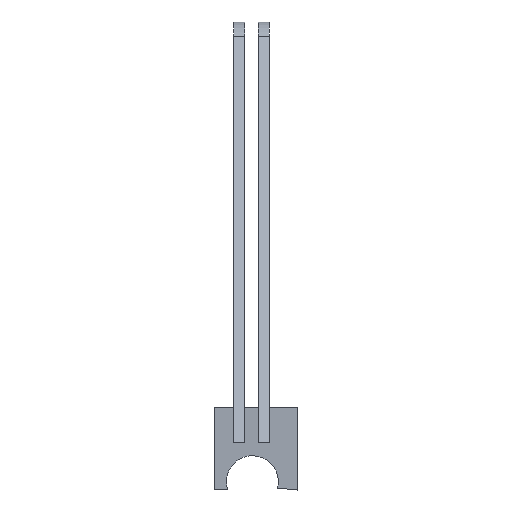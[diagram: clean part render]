
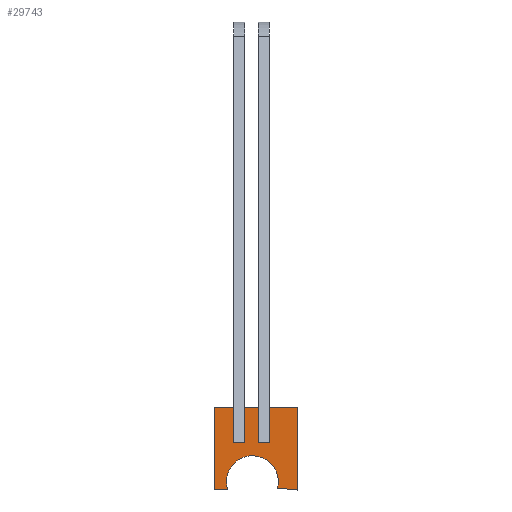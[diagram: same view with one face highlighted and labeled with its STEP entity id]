
A CAD part, left-side view. The second image highlights one B-rep face of the part: STEP entity #29743.
In plain terms, the highlighted face is planar.
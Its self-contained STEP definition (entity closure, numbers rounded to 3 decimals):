
#420 = CARTESIAN_POINT ( 'NONE',  ( -13.254, -2.28, 0. ) ) ;
#598 = CARTESIAN_POINT ( 'NONE',  ( -7.037, 41.916, 0. ) ) ;
#957 = CARTESIAN_POINT ( 'NONE',  ( -2.242, -2.781, 0. ) ) ;
#1466 = CARTESIAN_POINT ( 'NONE',  ( 21.482, 37.904, 0. ) ) ;
#1505 = CARTESIAN_POINT ( 'NONE',  ( 27.175, 25.917, 0. ) ) ;
#1688 = VECTOR ( 'NONE', #35249, 1000. ) ;
#2853 = CARTESIAN_POINT ( 'NONE',  ( -2.302, -0.524, 0. ) ) ;
#2861 = CARTESIAN_POINT ( 'NONE',  ( 31.536, -8.581, 0. ) ) ;
#3582 = DIRECTION ( 'NONE',  ( -0.139, -0.99, 0. ) ) ;
#5105 = CARTESIAN_POINT ( 'NONE',  ( 24.197, -7.548, 0. ) ) ;
#5413 = LINE ( 'NONE', #11813, #5424 ) ;
#5424 = VECTOR ( 'NONE', #33427, 1000. ) ;
#5510 = CARTESIAN_POINT ( 'NONE',  ( 37.754, 35.615, 0. ) ) ;
#5540 = LINE ( 'NONE', #20788, #38433 ) ;
#5541 = CARTESIAN_POINT ( 'NONE',  ( 25.226, 23.246, 0. ) ) ;
#5559 = EDGE_CURVE ( 'NONE', #33328, #32708, #14803, .T. ) ;
#5721 = ORIENTED_EDGE ( 'NONE', *, *, #26639, .F. ) ;
#5741 = EDGE_LOOP ( 'NONE', ( #10047, #38671, #33842, #13910, #22721, #29096, #5721, #27800, #39232, #38476, #9472, #29933, #22403, #16493, #21608, #14280 ) ) ;
#6147 = VERTEX_POINT ( 'NONE', #31989 ) ;
#6259 = DIRECTION ( 'NONE',  ( 0., 0., -1. ) ) ;
#6356 = CARTESIAN_POINT ( 'NONE',  ( 27.176, 37.103, 0. ) ) ;
#6461 = LINE ( 'NONE', #36016, #9908 ) ;
#6630 = VECTOR ( 'NONE', #34706, 1000. ) ;
#6760 = CARTESIAN_POINT ( 'NONE',  ( 19.532, 24.047, 0. ) ) ;
#7086 = VERTEX_POINT ( 'NONE', #2853 ) ;
#7228 = CARTESIAN_POINT ( 'NONE',  ( 6.313, 25.907, 0. ) ) ;
#7313 = VERTEX_POINT ( 'NONE', #34763 ) ;
#7406 = VERTEX_POINT ( 'NONE', #10781 ) ;
#7461 = EDGE_CURVE ( 'NONE', #8600, #7313, #5413, .T. ) ;
#7988 = EDGE_CURVE ( 'NONE', #7406, #19809, #30143, .T. ) ;
#8152 = EDGE_CURVE ( 'NONE', #19809, #38814, #35094, .T. ) ;
#8324 = CARTESIAN_POINT ( 'NONE',  ( 21.482, 37.904, 0. ) ) ;
#8600 = VERTEX_POINT ( 'NONE', #5105 ) ;
#8893 = LINE ( 'NONE', #8324, #28831 ) ;
#9240 = FACE_OUTER_BOUND ( 'NONE', #5741, .T. ) ;
#9472 = ORIENTED_EDGE ( 'NONE', *, *, #13306, .F. ) ;
#9538 = CARTESIAN_POINT ( 'NONE',  ( 13.956, 38.962, 0. ) ) ;
#9700 = CARTESIAN_POINT ( 'NONE',  ( -2.342, -1.258, 0. ) ) ;
#9780 = EDGE_CURVE ( 'NONE', #36148, #16587, #6461, .T. ) ;
#9803 = LINE ( 'NONE', #7228, #29348 ) ;
#9854 = CARTESIAN_POINT ( 'NONE',  ( 25.226, 23.246, 0. ) ) ;
#9908 = VECTOR ( 'NONE', #39176, 1000. ) ;
#10047 = ORIENTED_EDGE ( 'NONE', *, *, #38050, .F. ) ;
#10549 = VERTEX_POINT ( 'NONE', #5510 ) ;
#10621 = VECTOR ( 'NONE', #24995, 1000. ) ;
#10696 =( BOUNDED_CURVE ( )  B_SPLINE_CURVE ( 3, ( #957, #13064, #9700, #37642 ),
 .UNSPECIFIED., .F., .F. ) 
 B_SPLINE_CURVE_WITH_KNOTS ( ( 4, 4 ),
 ( 0., 0.075 ),
 .UNSPECIFIED. ) 
 CURVE ( )  GEOMETRIC_REPRESENTATION_ITEM ( )  RATIONAL_B_SPLINE_CURVE ( ( 0.862, 0.904, 0.95, 1. ) ) 
 REPRESENTATION_ITEM ( '' )  );
#10781 = CARTESIAN_POINT ( 'NONE',  ( 27.176, 37.103, 0. ) ) ;
#10872 = CARTESIAN_POINT ( 'NONE',  ( -13.254, -2.28, 0. ) ) ;
#11813 = CARTESIAN_POINT ( 'NONE',  ( 24.197, -7.548, 0. ) ) ;
#12052 = DIRECTION ( 'NONE',  ( -0.99, 0.139, 0. ) ) ;
#12931 = VECTOR ( 'NONE', #38061, 1000. ) ;
#13064 = CARTESIAN_POINT ( 'NONE',  ( -2.325, -2.012, 0. ) ) ;
#13306 = EDGE_CURVE ( 'NONE', #38814, #15964, #20573, .T. ) ;
#13604 = CARTESIAN_POINT ( 'NONE',  ( 25.657, -2.042, 0. ) ) ;
#13910 = ORIENTED_EDGE ( 'NONE', *, *, #30766, .F. ) ;
#14259 = VERTEX_POINT ( 'NONE', #420 ) ;
#14280 = ORIENTED_EDGE ( 'NONE', *, *, #7461, .F. ) ;
#14803 = LINE ( 'NONE', #38984, #14808 ) ;
#14808 = VECTOR ( 'NONE', #30060, 1000. ) ;
#14962 = DIRECTION ( 'NONE',  ( 0.139, 0.99, 0. ) ) ;
#15964 = VERTEX_POINT ( 'NONE', #1466 ) ;
#16220 =( BOUNDED_CURVE ( )  B_SPLINE_CURVE ( 3, ( #38184, #28668, #1505, #13604 ),
 .UNSPECIFIED., .F., .F. ) 
 B_SPLINE_CURVE_WITH_KNOTS ( ( 4, 4 ),
 ( 0., 1. ),
 .UNSPECIFIED. ) 
 CURVE ( )  GEOMETRIC_REPRESENTATION_ITEM ( )  RATIONAL_B_SPLINE_CURVE ( ( 1., 0.333, 0.333, 1. ) ) 
 REPRESENTATION_ITEM ( '' )  );
#16287 = AXIS2_PLACEMENT_3D ( 'NONE', #24086, #6259, #36967 ) ;
#16493 = ORIENTED_EDGE ( 'NONE', *, *, #29218, .F. ) ;
#16587 = VERTEX_POINT ( 'NONE', #33722 ) ;
#17735 = VECTOR ( 'NONE', #32684, 1000. ) ;
#17919 = LINE ( 'NONE', #2861, #27039 ) ;
#18110 = VECTOR ( 'NONE', #3582, 1000. ) ;
#18242 = LINE ( 'NONE', #598, #18110 ) ;
#18650 = CARTESIAN_POINT ( 'NONE',  ( 13.956, 38.962, 0. ) ) ;
#18913 = EDGE_CURVE ( 'NONE', #7313, #10549, #17919, .T. ) ;
#19393 = CARTESIAN_POINT ( 'NONE',  ( 12.006, 25.106, 0. ) ) ;
#19414 = EDGE_CURVE ( 'NONE', #32141, #36148, #25758, .T. ) ;
#19809 = VERTEX_POINT ( 'NONE', #9854 ) ;
#20573 = LINE ( 'NONE', #23347, #17735 ) ;
#20757 = CARTESIAN_POINT ( 'NONE',  ( -7.037, 41.916, 0. ) ) ;
#20788 = CARTESIAN_POINT ( 'NONE',  ( 37.754, 35.615, 0. ) ) ;
#21310 = PLANE ( 'NONE',  #16287 ) ;
#21608 = ORIENTED_EDGE ( 'NONE', *, *, #18913, .F. ) ;
#21970 = EDGE_CURVE ( 'NONE', #26931, #7086, #10696, .T. ) ;
#22403 = ORIENTED_EDGE ( 'NONE', *, *, #7988, .F. ) ;
#22721 = ORIENTED_EDGE ( 'NONE', *, *, #28366, .F. ) ;
#23057 =( BOUNDED_CURVE ( )  B_SPLINE_CURVE ( 3, ( #24326, #24133, #35855, #30292 ),
 .UNSPECIFIED., .F., .F. ) 
 B_SPLINE_CURVE_WITH_KNOTS ( ( 4, 4 ),
 ( 0.828, 1. ),
 .UNSPECIFIED. ) 
 CURVE ( )  GEOMETRIC_REPRESENTATION_ITEM ( )  RATIONAL_B_SPLINE_CURVE ( ( 1., 0.885, 0.79, 0.715 ) ) 
 REPRESENTATION_ITEM ( '' )  );
#23347 = CARTESIAN_POINT ( 'NONE',  ( 19.532, 24.047, 0. ) ) ;
#24086 = CARTESIAN_POINT ( 'NONE',  ( 25.269, -4.637, 0. ) ) ;
#24133 = CARTESIAN_POINT ( 'NONE',  ( 25.558, -3.853, 0. ) ) ;
#24326 = CARTESIAN_POINT ( 'NONE',  ( 25.657, -2.042, 0. ) ) ;
#24995 = DIRECTION ( 'NONE',  ( -0.139, -0.99, 0. ) ) ;
#25178 = EDGE_CURVE ( 'NONE', #7086, #6147, #16220, .T. ) ;
#25758 = LINE ( 'NONE', #18650, #10621 ) ;
#26350 = DIRECTION ( 'NONE',  ( -0.99, 0.139, 0. ) ) ;
#26639 = EDGE_CURVE ( 'NONE', #16587, #33328, #9803, .T. ) ;
#26931 = VERTEX_POINT ( 'NONE', #36913 ) ;
#27039 = VECTOR ( 'NONE', #14962, 1000. ) ;
#27627 = EDGE_CURVE ( 'NONE', #15964, #32141, #8893, .T. ) ;
#27800 = ORIENTED_EDGE ( 'NONE', *, *, #9780, .F. ) ;
#28366 = EDGE_CURVE ( 'NONE', #32708, #14259, #18242, .T. ) ;
#28668 = CARTESIAN_POINT ( 'NONE',  ( -0.784, 27.435, 0. ) ) ;
#28831 = VECTOR ( 'NONE', #12052, 1000. ) ;
#29096 = ORIENTED_EDGE ( 'NONE', *, *, #5559, .F. ) ;
#29218 = EDGE_CURVE ( 'NONE', #10549, #7406, #5540, .T. ) ;
#29348 = VECTOR ( 'NONE', #31005, 1000. ) ;
#29743 = ADVANCED_FACE ( 'NONE', ( #9240 ), #21310, .T. ) ;
#29933 = ORIENTED_EDGE ( 'NONE', *, *, #8152, .F. ) ;
#30060 = DIRECTION ( 'NONE',  ( -0.99, 0.139, 0. ) ) ;
#30143 = LINE ( 'NONE', #6356, #6630 ) ;
#30292 = CARTESIAN_POINT ( 'NONE',  ( 24.197, -7.548, 0. ) ) ;
#30766 = EDGE_CURVE ( 'NONE', #14259, #26931, #34849, .T. ) ;
#31005 = DIRECTION ( 'NONE',  ( 0.139, 0.99, 0. ) ) ;
#31989 = CARTESIAN_POINT ( 'NONE',  ( 25.657, -2.042, 0. ) ) ;
#32141 = VERTEX_POINT ( 'NONE', #9538 ) ;
#32684 = DIRECTION ( 'NONE',  ( 0.139, 0.99, 0. ) ) ;
#32708 = VERTEX_POINT ( 'NONE', #20757 ) ;
#33328 = VERTEX_POINT ( 'NONE', #37637 ) ;
#33427 = DIRECTION ( 'NONE',  ( 0.99, -0.139, 0. ) ) ;
#33722 = CARTESIAN_POINT ( 'NONE',  ( 6.313, 25.907, 0. ) ) ;
#33842 = ORIENTED_EDGE ( 'NONE', *, *, #21970, .F. ) ;
#34706 = DIRECTION ( 'NONE',  ( -0.139, -0.99, 0. ) ) ;
#34763 = CARTESIAN_POINT ( 'NONE',  ( 31.536, -8.581, 0. ) ) ;
#34849 = LINE ( 'NONE', #10872, #1688 ) ;
#35094 = LINE ( 'NONE', #5541, #12931 ) ;
#35249 = DIRECTION ( 'NONE',  ( 0.999, -0.045, 0. ) ) ;
#35855 = CARTESIAN_POINT ( 'NONE',  ( 25.106, -5.731, 0. ) ) ;
#36016 = CARTESIAN_POINT ( 'NONE',  ( 12.006, 25.106, 0. ) ) ;
#36148 = VERTEX_POINT ( 'NONE', #19393 ) ;
#36913 = CARTESIAN_POINT ( 'NONE',  ( -2.242, -2.781, 0. ) ) ;
#36967 = DIRECTION ( 'NONE',  ( 0., -1., 0. ) ) ;
#37637 = CARTESIAN_POINT ( 'NONE',  ( 8.262, 39.763, 0. ) ) ;
#37642 = CARTESIAN_POINT ( 'NONE',  ( -2.302, -0.524, 0. ) ) ;
#38050 = EDGE_CURVE ( 'NONE', #6147, #8600, #23057, .T. ) ;
#38061 = DIRECTION ( 'NONE',  ( -0.99, 0.139, 0. ) ) ;
#38184 = CARTESIAN_POINT ( 'NONE',  ( -2.302, -0.524, 0. ) ) ;
#38433 = VECTOR ( 'NONE', #26350, 1000. ) ;
#38476 = ORIENTED_EDGE ( 'NONE', *, *, #27627, .F. ) ;
#38671 = ORIENTED_EDGE ( 'NONE', *, *, #25178, .F. ) ;
#38814 = VERTEX_POINT ( 'NONE', #6760 ) ;
#38984 = CARTESIAN_POINT ( 'NONE',  ( 8.262, 39.763, 0. ) ) ;
#39176 = DIRECTION ( 'NONE',  ( -0.99, 0.139, 0. ) ) ;
#39232 = ORIENTED_EDGE ( 'NONE', *, *, #19414, .F. ) ;
